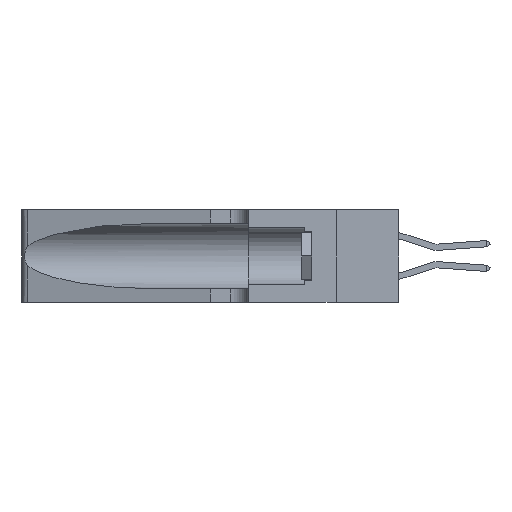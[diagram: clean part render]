
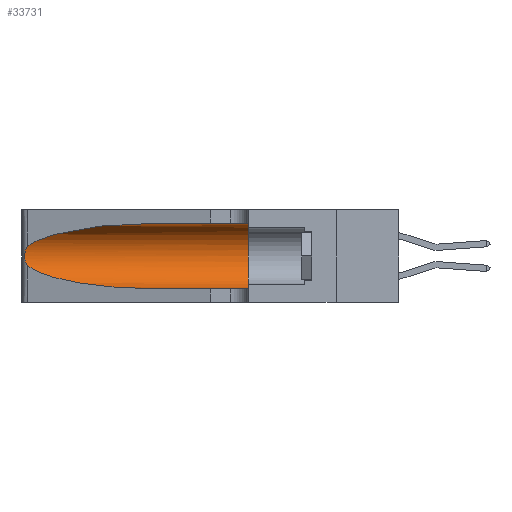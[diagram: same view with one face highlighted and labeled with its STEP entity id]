
A CAD part, left-side view. The second image highlights one B-rep face of the part: STEP entity #33731.
In plain terms, the highlighted cylindrical face has radius 3.308 mm (diameter 6.617 mm), a partial arc.
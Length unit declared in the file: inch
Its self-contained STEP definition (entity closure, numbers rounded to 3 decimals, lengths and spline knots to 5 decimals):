
#2002 = CARTESIAN_POINT ( 'NONE',  ( 0.25487, 1.22718, 0.22369 ) ) ;
#2069 = DIRECTION ( 'NONE',  ( 0., -1., 0. ) ) ;
#3552 = LINE ( 'NONE', #9016, #6929 ) ;
#3814 = CARTESIAN_POINT ( 'NONE',  ( 0.1305, 0.35, 0.185 ) ) ;
#5472 = VERTEX_POINT ( 'NONE', #30858 ) ;
#5688 = EDGE_CURVE ( 'NONE', #28232, #8620, #14778, .T. ) ;
#6929 = VECTOR ( 'NONE', #17410, 39.37008 ) ;
#7399 = CARTESIAN_POINT ( 'NONE',  ( 0.2373, 1.15595, 0.08982 ) ) ;
#7487 = CARTESIAN_POINT ( 'NONE',  ( 0.25854, 1.2359, 0.20912 ) ) ;
#8147 = CARTESIAN_POINT ( 'NONE',  ( 0.1305, 1.61858, 0.185 ) ) ;
#8427 = CARTESIAN_POINT ( 'NONE',  ( 0.26075, 1.23896, 0.178 ) ) ;
#8620 = VERTEX_POINT ( 'NONE', #2002 ) ;
#8845 = DIRECTION ( 'NONE',  ( 0., 0., -1. ) ) ;
#9016 = CARTESIAN_POINT ( 'NONE',  ( 0.1305, 1.61858, 0.05475 ) ) ;
#9983 = EDGE_CURVE ( 'NONE', #8620, #27809, #27818, .T. ) ;
#10233 = LINE ( 'NONE', #29720, #17346 ) ;
#10457 = VERTEX_POINT ( 'NONE', #36503 ) ;
#11342 = CARTESIAN_POINT ( 'NONE',  ( 0.25789, 1.23486, 0.15765 ) ) ;
#11684 = EDGE_CURVE ( 'NONE', #27809, #33329, #24195, .T. ) ;
#11737 = CARTESIAN_POINT ( 'NONE',  ( 0.25856, 1.23593, 0.16098 ) ) ;
#13116 = EDGE_CURVE ( 'NONE', #28232, #10457, #10233, .T. ) ;
#14268 = CARTESIAN_POINT ( 'NONE',  ( 0.25487, 1.22718, 0.14631 ) ) ;
#14315 = CARTESIAN_POINT ( 'NONE',  ( 0.25487, 1.22718, 0.22369 ) ) ;
#14604 = ORIENTED_EDGE ( 'NONE', *, *, #13116, .F. ) ;
#14745 = ORIENTED_EDGE ( 'NONE', *, *, #9983, .T. ) ;
#14778 =( BOUNDED_CURVE ( )  B_SPLINE_CURVE ( 3, ( #39503, #18488, #37460, #19777 ),
 .UNSPECIFIED., .F., .T. ) 
 B_SPLINE_CURVE_WITH_KNOTS ( ( 4, 4 ),
 ( 1.5708, 2.84003 ),
 .UNSPECIFIED. ) 
 CURVE ( )  GEOMETRIC_REPRESENTATION_ITEM ( )  RATIONAL_B_SPLINE_CURVE ( ( 1., 0.87, 0.87, 1. ) ) 
 REPRESENTATION_ITEM ( '' )  );
#15586 = CYLINDRICAL_SURFACE ( 'NONE', #17482, 0.13025 ) ;
#15973 = DIRECTION ( 'NONE',  ( 0., 1., 0. ) ) ;
#16164 = CARTESIAN_POINT ( 'NONE',  ( 0.26018, 1.23835, 0.19895 ) ) ;
#16169 = CARTESIAN_POINT ( 'NONE',  ( 0.1305, 0.72297, 0.05475 ) ) ;
#16992 = EDGE_LOOP ( 'NONE', ( #22270, #14745, #27245, #36686, #37082, #14604 ) ) ;
#17346 = VECTOR ( 'NONE', #35479, 39.37008 ) ;
#17410 = DIRECTION ( 'NONE',  ( 0., -1., 0. ) ) ;
#17482 = AXIS2_PLACEMENT_3D ( 'NONE', #8147, #2069, #8845 ) ;
#18488 = CARTESIAN_POINT ( 'NONE',  ( 0.18966, 0.96281, 0.31525 ) ) ;
#18808 = CARTESIAN_POINT ( 'NONE',  ( 0.1305, 0.72297, 0.05475 ) ) ;
#19490 = DIRECTION ( 'NONE',  ( 0., 0., 1. ) ) ;
#19777 = CARTESIAN_POINT ( 'NONE',  ( 0.25487, 1.22718, 0.22369 ) ) ;
#20026 = CARTESIAN_POINT ( 'NONE',  ( 0.25487, 1.22718, 0.14631 ) ) ;
#20496 = EDGE_CURVE ( 'NONE', #33329, #5472, #3552, .T. ) ;
#22270 = ORIENTED_EDGE ( 'NONE', *, *, #5688, .T. ) ;
#22826 = EDGE_CURVE ( 'NONE', #10457, #5472, #35995, .T. ) ;
#24195 =( BOUNDED_CURVE ( )  B_SPLINE_CURVE ( 3, ( #34687, #7399, #37823, #16169 ),
 .UNSPECIFIED., .F., .T. ) 
 B_SPLINE_CURVE_WITH_KNOTS ( ( 4, 4 ),
 ( 3.44316, 4.71239 ),
 .UNSPECIFIED. ) 
 CURVE ( )  GEOMETRIC_REPRESENTATION_ITEM ( )  RATIONAL_B_SPLINE_CURVE ( ( 1., 0.87, 0.87, 1. ) ) 
 REPRESENTATION_ITEM ( '' )  );
#24298 = CARTESIAN_POINT ( 'NONE',  ( 0.25555, 1.22994, 0.2215 ) ) ;
#24676 = CARTESIAN_POINT ( 'NONE',  ( 0.25639, 1.23184, 0.21858 ) ) ;
#24794 = FACE_OUTER_BOUND ( 'NONE', #16992, .T. ) ;
#27245 = ORIENTED_EDGE ( 'NONE', *, *, #11684, .T. ) ;
#27809 = VERTEX_POINT ( 'NONE', #20026 ) ;
#27818 = B_SPLINE_CURVE_WITH_KNOTS ( 'NONE', 3,
 ( #14315, #24298, #24676, #34104, #7487, #16164, #31504, #8427, #29864, #11737, #11342, #29589, #35894, #14268 ),
 .UNSPECIFIED., .F., .F.,
 ( 4, 2, 2, 2, 2, 2, 4 ),
 ( 0., 0.00027, 0.00053, 0.00107, 0.0016, 0.00187, 0.00214 ),
 .UNSPECIFIED. ) ;
#28232 = VERTEX_POINT ( 'NONE', #30001 ) ;
#29045 = AXIS2_PLACEMENT_3D ( 'NONE', #3814, #15973, #19490 ) ;
#29589 = CARTESIAN_POINT ( 'NONE',  ( 0.25639, 1.23186, 0.15144 ) ) ;
#29720 = CARTESIAN_POINT ( 'NONE',  ( 0.1305, 1.61858, 0.31525 ) ) ;
#29864 = CARTESIAN_POINT ( 'NONE',  ( 0.26017, 1.23833, 0.17102 ) ) ;
#30001 = CARTESIAN_POINT ( 'NONE',  ( 0.1305, 0.72297, 0.31525 ) ) ;
#30858 = CARTESIAN_POINT ( 'NONE',  ( 0.1305, 0.35, 0.05475 ) ) ;
#31504 = CARTESIAN_POINT ( 'NONE',  ( 0.26075, 1.23896, 0.19203 ) ) ;
#33329 = VERTEX_POINT ( 'NONE', #18808 ) ;
#33731 = ADVANCED_FACE ( 'NONE', ( #24794 ), #15586, .F. ) ;
#34104 = CARTESIAN_POINT ( 'NONE',  ( 0.25787, 1.23484, 0.2124 ) ) ;
#34687 = CARTESIAN_POINT ( 'NONE',  ( 0.25487, 1.22718, 0.14631 ) ) ;
#35479 = DIRECTION ( 'NONE',  ( 0., -1., 0. ) ) ;
#35894 = CARTESIAN_POINT ( 'NONE',  ( 0.25555, 1.22993, 0.14849 ) ) ;
#35995 = CIRCLE ( 'NONE', #29045, 0.13025 ) ;
#36503 = CARTESIAN_POINT ( 'NONE',  ( 0.1305, 0.35, 0.31525 ) ) ;
#36686 = ORIENTED_EDGE ( 'NONE', *, *, #20496, .T. ) ;
#37082 = ORIENTED_EDGE ( 'NONE', *, *, #22826, .F. ) ;
#37460 = CARTESIAN_POINT ( 'NONE',  ( 0.2373, 1.15595, 0.28018 ) ) ;
#37823 = CARTESIAN_POINT ( 'NONE',  ( 0.18966, 0.96281, 0.05475 ) ) ;
#39503 = CARTESIAN_POINT ( 'NONE',  ( 0.1305, 0.72297, 0.31525 ) ) ;
